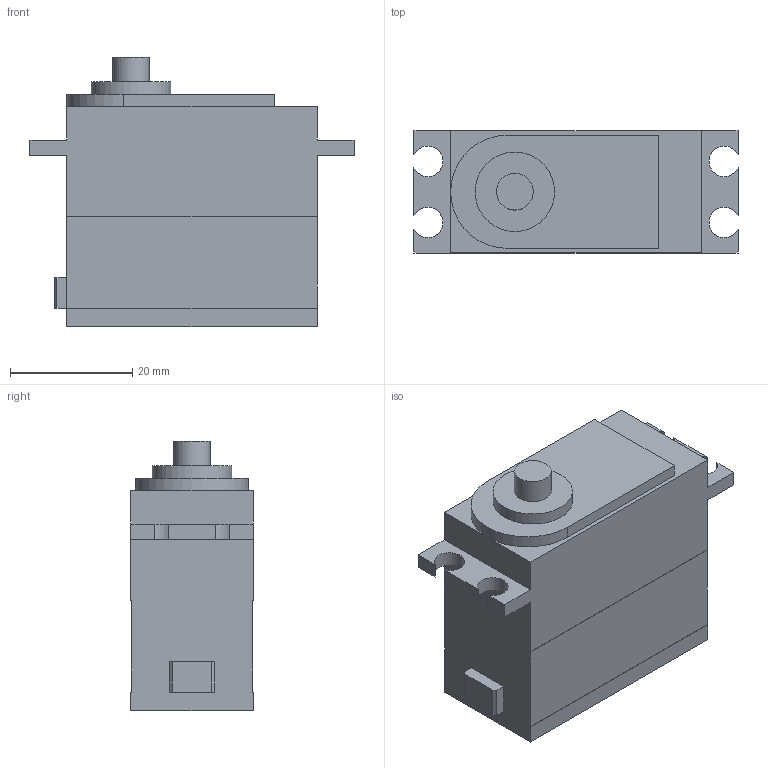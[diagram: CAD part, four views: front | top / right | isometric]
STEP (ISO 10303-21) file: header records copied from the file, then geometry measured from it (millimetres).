
FILE_DESCRIPTION( ( 'Unknown' ), '1' );
FILE_NAME( 'Turnigy 1269HV.stp', 'Unknown', ( 'Unknown' ), ( 'Unknown' ), 'PSStep 16.0.42', 'Unknown', ' ' );
FILE_SCHEMA( ( 'AUTOMOTIVE_DESIGN { 1 0 10303 214 1 1 1 1 }' ) );
Length unit declared in the file: millimetre
Products named in the file (1): 1
Bounding box: 53 x 20 x 44 mm (x, y, z)
Volume: 31441.2 mm3; surface area: 6939 mm2
Topology: 1 solids, 1 shells, 46 faces, 122 edges, 81 vertices
Faces by surface type: plane 37, cylinder 9
Full cylindrical faces by diameter (mm): 6 x1, 13 x1
Entity records: 1791 total; most frequent: CARTESIAN_POINT 248, ORIENTED_EDGE 240, DIRECTION 233, EDGE_CURVE 120, LINE 101, VECTOR 101, VERTEX_POINT 81, AXIS2_PLACEMENT_3D 66
